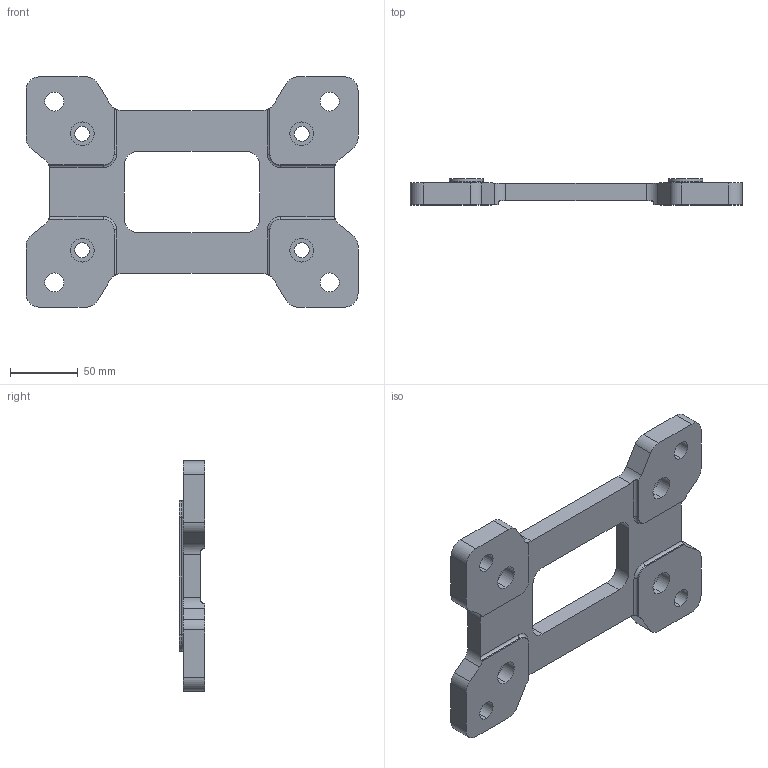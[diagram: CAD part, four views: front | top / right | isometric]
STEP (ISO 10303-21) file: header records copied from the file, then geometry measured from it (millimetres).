
FILE_DESCRIPTION (( 'STEP AP214' ), '1' );
FILE_NAME ('WG-262-BASE.STEP', '2018-03-26T12:44:43', ( '' ), ( '' ), 'SwSTEP 2.0', 'SolidWorks 2017', '' );
FILE_SCHEMA (( 'AUTOMOTIVE_DESIGN' ));
Length unit declared in the file: inch
Products named in the file (1): WG-262-BASE
Bounding box: 245 x 19 x 170 mm (x, y, z)
Volume: 392278.1 mm3; surface area: 77971.2 mm2
Topology: 1 solids, 1 shells, 128 faces, 344 edges, 224 vertices
Faces by surface type: cylinder 70, plane 48, torus 10
Entity records: 4226 total; most frequent: CARTESIAN_POINT 809, DIRECTION 748, ORIENTED_EDGE 688, EDGE_CURVE 344, AXIS2_PLACEMENT_3D 283, VERTEX_POINT 224, VECTOR 182, LINE 182
